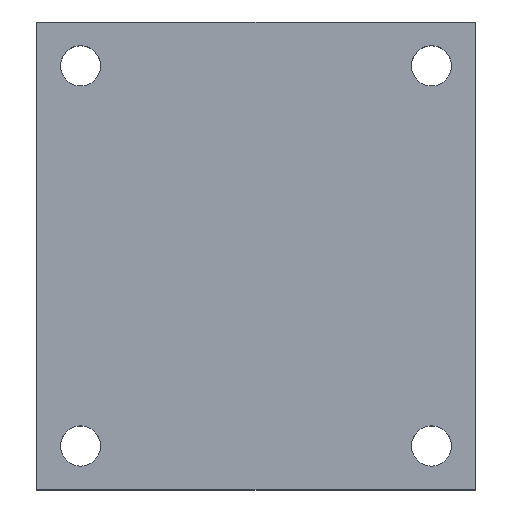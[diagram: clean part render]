
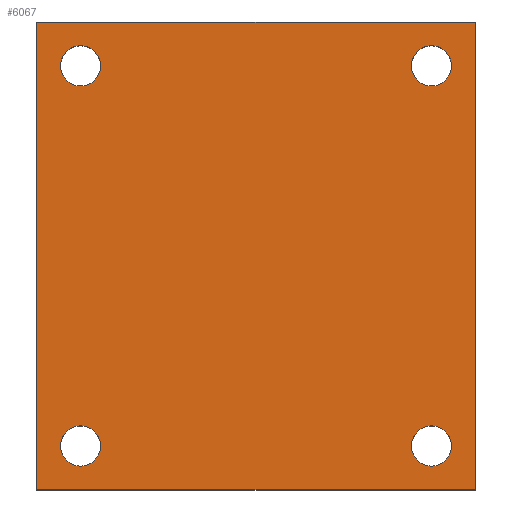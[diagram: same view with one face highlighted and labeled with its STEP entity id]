
A CAD part, top view. The second image highlights one B-rep face of the part: STEP entity #6067.
In plain terms, the highlighted planar face has unit normal (0, 0, 1).
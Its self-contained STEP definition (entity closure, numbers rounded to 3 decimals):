
#29=CIRCLE('',#6307,4.369);
#32=CIRCLE('',#6311,4.369);
#35=CIRCLE('',#6315,4.369);
#38=CIRCLE('',#6319,4.369);
#70=FACE_BOUND('',#917,.T.);
#71=FACE_BOUND('',#918,.T.);
#72=FACE_BOUND('',#919,.T.);
#73=FACE_BOUND('',#920,.T.);
#290=PLANE('',#6324);
#591=FACE_OUTER_BOUND('',#916,.T.);
#916=EDGE_LOOP('',(#5381,#5382,#5383,#5384));
#917=EDGE_LOOP('',(#5385));
#918=EDGE_LOOP('',(#5386));
#919=EDGE_LOOP('',(#5387));
#920=EDGE_LOOP('',(#5388));
#1173=LINE('',#9211,#1812);
#1561=LINE('',#10189,#2200);
#1564=LINE('',#10195,#2203);
#1567=LINE('',#10199,#2206);
#1812=VECTOR('',#6702,10.);
#2200=VECTOR('',#7436,10.);
#2203=VECTOR('',#7441,10.);
#2206=VECTOR('',#7446,10.);
#2633=VERTEX_POINT('',#9208);
#2634=VERTEX_POINT('',#9210);
#2912=VERTEX_POINT('',#10158);
#2915=VERTEX_POINT('',#10166);
#2918=VERTEX_POINT('',#10174);
#2921=VERTEX_POINT('',#10182);
#2923=VERTEX_POINT('',#10188);
#2925=VERTEX_POINT('',#10194);
#3318=EDGE_CURVE('',#2634,#2633,#1173,.T.);
#3732=EDGE_CURVE('',#2912,#2912,#29,.T.);
#3736=EDGE_CURVE('',#2915,#2915,#32,.T.);
#3740=EDGE_CURVE('',#2918,#2918,#35,.T.);
#3744=EDGE_CURVE('',#2921,#2921,#38,.T.);
#3746=EDGE_CURVE('',#2923,#2634,#1561,.T.);
#3749=EDGE_CURVE('',#2925,#2923,#1564,.T.);
#3752=EDGE_CURVE('',#2633,#2925,#1567,.T.);
#5381=ORIENTED_EDGE('',*,*,#3318,.T.);
#5382=ORIENTED_EDGE('',*,*,#3752,.T.);
#5383=ORIENTED_EDGE('',*,*,#3749,.T.);
#5384=ORIENTED_EDGE('',*,*,#3746,.T.);
#5385=ORIENTED_EDGE('',*,*,#3732,.T.);
#5386=ORIENTED_EDGE('',*,*,#3736,.T.);
#5387=ORIENTED_EDGE('',*,*,#3740,.T.);
#5388=ORIENTED_EDGE('',*,*,#3744,.T.);
#6067=ADVANCED_FACE('',(#591,#70,#71,#72,#73),#290,.T.);
#6307=AXIS2_PLACEMENT_3D('',#10160,#7404,#7405);
#6311=AXIS2_PLACEMENT_3D('',#10168,#7413,#7414);
#6315=AXIS2_PLACEMENT_3D('',#10176,#7422,#7423);
#6319=AXIS2_PLACEMENT_3D('',#10184,#7431,#7432);
#6324=AXIS2_PLACEMENT_3D('',#10201,#7449,#7450);
#6702=DIRECTION('',(1.,0.,0.));
#7404=DIRECTION('center_axis',(0.,0.,-1.));
#7405=DIRECTION('ref_axis',(1.,0.,0.));
#7413=DIRECTION('center_axis',(0.,0.,-1.));
#7414=DIRECTION('ref_axis',(1.,0.,0.));
#7422=DIRECTION('center_axis',(0.,0.,-1.));
#7423=DIRECTION('ref_axis',(1.,0.,0.));
#7431=DIRECTION('center_axis',(0.,0.,-1.));
#7432=DIRECTION('ref_axis',(1.,0.,0.));
#7436=DIRECTION('',(0.,-1.,0.));
#7441=DIRECTION('',(-1.,0.,0.));
#7446=DIRECTION('',(0.,1.,0.));
#7449=DIRECTION('center_axis',(0.,0.,1.));
#7450=DIRECTION('ref_axis',(1.,0.,0.));
#9208=CARTESIAN_POINT('',(95.25,0.,19.05));
#9210=CARTESIAN_POINT('',(0.,0.,19.05));
#9211=CARTESIAN_POINT('',(0.,0.,19.05));
#10158=CARTESIAN_POINT('',(81.356,9.525,19.05));
#10160=CARTESIAN_POINT('Origin',(85.725,9.525,19.05));
#10166=CARTESIAN_POINT('',(5.156,92.075,19.05));
#10168=CARTESIAN_POINT('Origin',(9.525,92.075,19.05));
#10174=CARTESIAN_POINT('',(81.356,92.075,19.05));
#10176=CARTESIAN_POINT('Origin',(85.725,92.075,19.05));
#10182=CARTESIAN_POINT('',(5.156,9.525,19.05));
#10184=CARTESIAN_POINT('Origin',(9.525,9.525,19.05));
#10188=CARTESIAN_POINT('',(0.,101.6,19.05));
#10189=CARTESIAN_POINT('',(0.,101.6,19.05));
#10194=CARTESIAN_POINT('',(95.25,101.6,19.05));
#10195=CARTESIAN_POINT('',(95.25,101.6,19.05));
#10199=CARTESIAN_POINT('',(95.25,0.,19.05));
#10201=CARTESIAN_POINT('Origin',(47.625,50.8,19.05));
